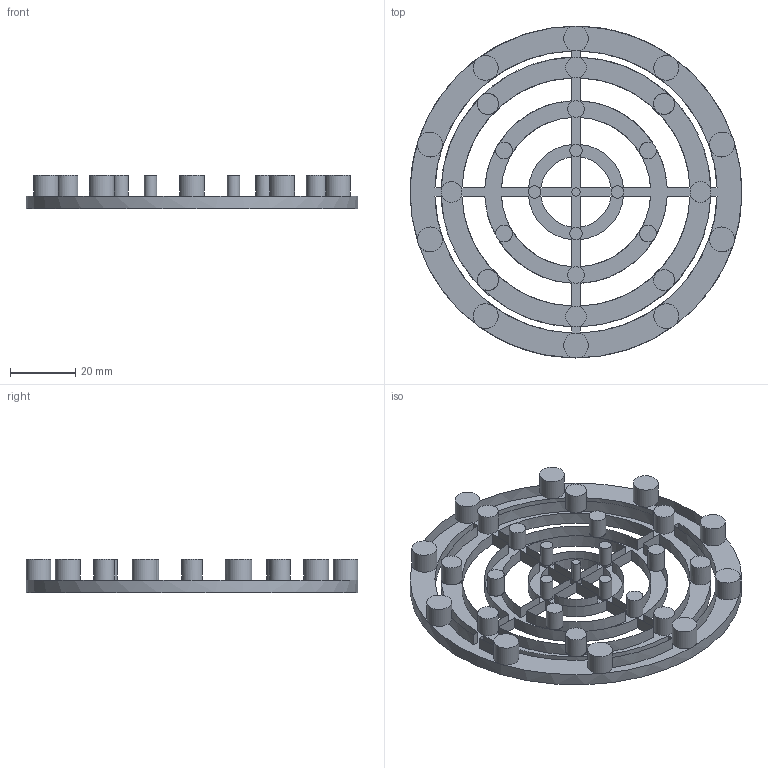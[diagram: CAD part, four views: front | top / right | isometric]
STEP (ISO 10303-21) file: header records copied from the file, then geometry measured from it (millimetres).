
FILE_DESCRIPTION(/* description */ (''),/* implementation_level */ '2;1');
FILE_NAME(/* name */ 'Target Coaster.stp',/* time_stamp */ '2014-07-18T10:30:14-05:00',/* author */ ('quinn'),/* organization */ (''),/* preprocessor_version */ 'ST-DEVELOPER v15.2',/* originating_system */ 'Autodesk Inventor 2014',/* authorisation */ '');
FILE_SCHEMA (('AUTOMOTIVE_DESIGN { 1 0 10303 214 3 1 1 }'));
Length unit declared in the file: inch
Products named in the file (1): Target Coaster
Bounding box: 101.6 x 101.6 x 10.16 mm (x, y, z)
Volume: 25265.5 mm3; surface area: 20258.5 mm2
Topology: 1 solids, 1 shells, 125 faces, 348 edges, 224 vertices
Faces by surface type: plane 67, cylinder 58
Full cylindrical faces by diameter (mm): 2.54 x1, 3.81 x4, 5.08 x6, 6.35 x8, 7.62 x10, 101.6 x1
Entity records: 3731 total; most frequent: DIRECTION 706, CARTESIAN_POINT 610, ORIENTED_EDGE 578, AXIS2_PLACEMENT_3D 291, EDGE_CURVE 289, VERTEX_POINT 195, EDGE_LOOP 186, CIRCLE 165
